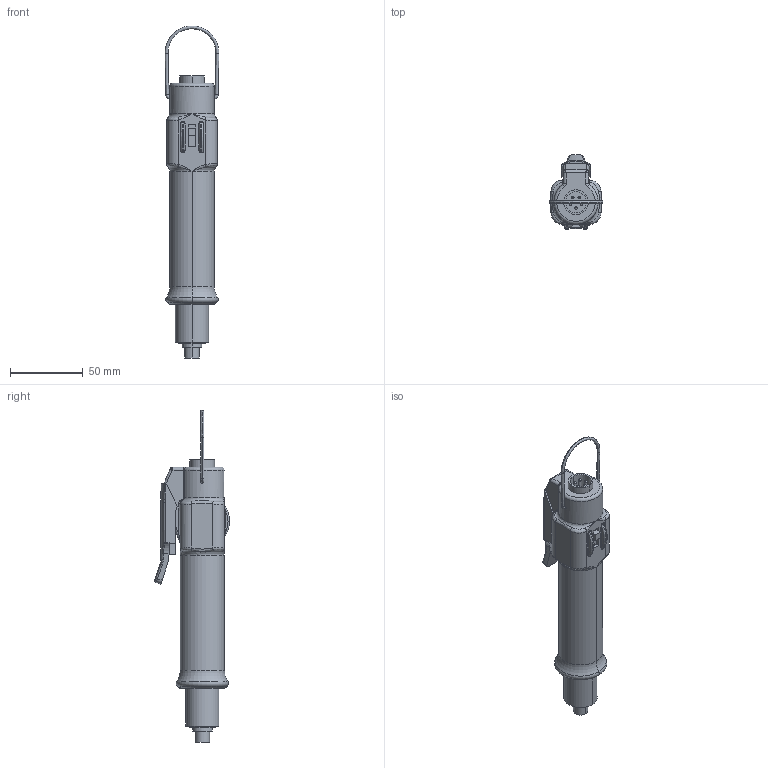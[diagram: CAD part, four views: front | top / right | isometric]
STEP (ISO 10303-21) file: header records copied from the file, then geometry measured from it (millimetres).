
FILE_DESCRIPTION((''),'2;1');
FILE_NAME('8431017002_M_S','2007-04-23T',('tootlr'),(''),'PRO/ENGINEER BY PARAMETRIC TECHNOLOGY CORPORATION, 2006300','PRO/ENGINEER BY PARAMETRIC TECHNOLOGY CORPORATION, 2006300','');
FILE_SCHEMA(('CONFIG_CONTROL_DESIGN'));
Length unit declared in the file: millimetre
Products named in the file (1): 8431017002_M_S
Bounding box: 36.99 x 51.72 x 228.86 mm (x, y, z)
Volume: 147182.1 mm3; surface area: 24929.8 mm2
Topology: 1 solids, 1 shells, 217 faces, 501 edges, 290 vertices
Faces by surface type: cylinder 62, bspline 62, plane 55, torus 22, sphere 12, cone 4
Entity records: 9296 total; most frequent: CARTESIAN_POINT 4799, ORIENTED_EDGE 982, DIRECTION 840, EDGE_CURVE 491, AXIS2_PLACEMENT_3D 331, VERTEX_POINT 290, EDGE_LOOP 233, FACE_OUTER_BOUND 217
